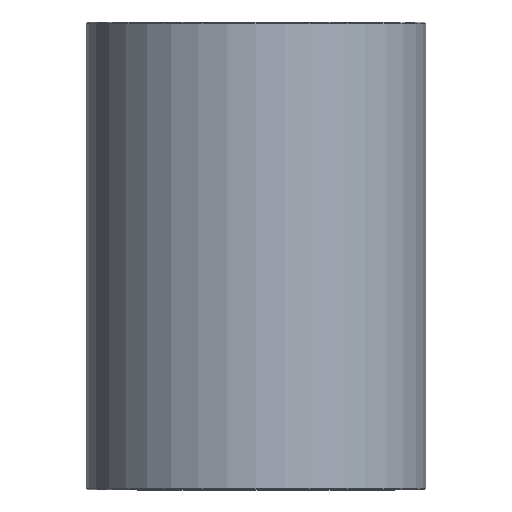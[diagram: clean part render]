
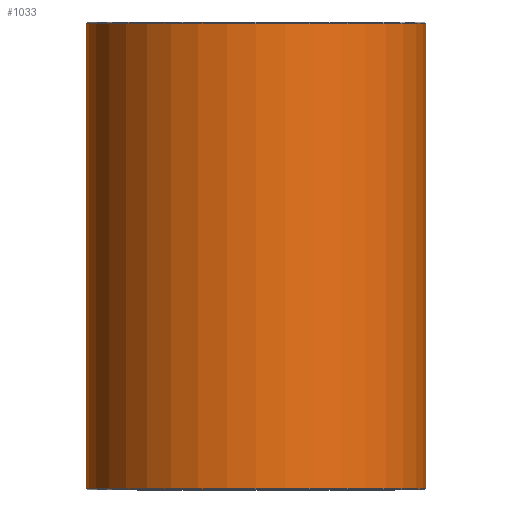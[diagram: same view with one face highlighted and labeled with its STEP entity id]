
A CAD part, front view. The second image highlights one B-rep face of the part: STEP entity #1033.
In plain terms, the highlighted cylindrical face has radius 49 mm (diameter 98 mm), a full revolution.
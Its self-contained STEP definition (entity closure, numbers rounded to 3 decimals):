
#448 = PLANE('',#449);
#449 = AXIS2_PLACEMENT_3D('',#450,#451,#452);
#450 = CARTESIAN_POINT('',(-1.,0.,-7.232));
#451 = DIRECTION('',(-0.741,0.013,0.671)
  );
#452 = DIRECTION('',(-0.671,0.,-0.741
    ));
#480 = PLANE('',#481);
#481 = AXIS2_PLACEMENT_3D('',#482,#483,#484);
#482 = CARTESIAN_POINT('',(1.,0.,-7.232));
#483 = DIRECTION('',(0.,0.02,1.));
#484 = DIRECTION('',(-1.,-0.,0.));
#510 = PLANE('',#511);
#511 = AXIS2_PLACEMENT_3D('',#512,#513,#514);
#512 = CARTESIAN_POINT('',(2.5,0.,-8.889));
#513 = DIRECTION('',(0.741,0.013,0.671));
#514 = DIRECTION('',(-0.671,0.,0.741)
  );
#685 = VERTEX_POINT('',#686);
#686 = CARTESIAN_POINT('',(2.5,48.936,-9.868));
#700 = PLANE('',#701);
#701 = AXIS2_PLACEMENT_3D('',#702,#703,#704);
#702 = CARTESIAN_POINT('',(-2.5,0.,-8.889));
#703 = DIRECTION('',(0.,-0.02,-1.));
#704 = DIRECTION('',(1.,0.,0.));
#712 = EDGE_CURVE('',#685,#713,#715,.T.);
#713 = VERTEX_POINT('',#714);
#714 = CARTESIAN_POINT('',(1.,48.99,-8.211));
#715 = SURFACE_CURVE('',#716,(#721,#728),.PCURVE_S1.);
#716 = ELLIPSE('',#717,73.031,49.);
#717 = AXIS2_PLACEMENT_3D('',#718,#719,#720);
#718 = CARTESIAN_POINT('',(0.,0.,-6.127));
#719 = DIRECTION('',(0.741,0.013,0.671));
#720 = DIRECTION('',(0.671,0.012,-0.742));
#721 = PCURVE('',#510,#722);
#722 = DEFINITIONAL_REPRESENTATION('',(#723),#727);
#723 = ELLIPSE('',#724,73.031,49.);
#724 = AXIS2_PLACEMENT_2D('',#725,#726);
#725 = CARTESIAN_POINT('',(3.726,0.));
#726 = DIRECTION('',(-1.,-0.012));
#727 = ( GEOMETRIC_REPRESENTATION_CONTEXT(2) 
PARAMETRIC_REPRESENTATION_CONTEXT() REPRESENTATION_CONTEXT('2D SPACE',''
  ) );
#728 = PCURVE('',#729,#734);
#729 = CYLINDRICAL_SURFACE('',#730,49.);
#730 = AXIS2_PLACEMENT_3D('',#731,#732,#733);
#731 = CARTESIAN_POINT('',(0.,0.,123.));
#732 = DIRECTION('',(0.,0.,-1.));
#733 = DIRECTION('',(1.,0.,0.));
#734 = DEFINITIONAL_REPRESENTATION('',(#735),#742);
#735 = B_SPLINE_CURVE_WITH_KNOTS('',5,(#736,#737,#738,#739,#740,#741),
  .UNSPECIFIED.,.F.,.F.,(6,6),(1.47,1.553),
  .PIECEWISE_BEZIER_KNOTS.);
#736 = CARTESIAN_POINT('',(4.796,134.601));
#737 = CARTESIAN_POINT('',(4.779,133.699));
#738 = CARTESIAN_POINT('',(4.762,132.795));
#739 = CARTESIAN_POINT('',(4.745,131.89));
#740 = CARTESIAN_POINT('',(4.729,130.984));
#741 = CARTESIAN_POINT('',(4.712,130.077));
#742 = ( GEOMETRIC_REPRESENTATION_CONTEXT(2) 
PARAMETRIC_REPRESENTATION_CONTEXT() REPRESENTATION_CONTEXT('2D SPACE',''
  ) );
#772 = EDGE_CURVE('',#713,#773,#775,.T.);
#773 = VERTEX_POINT('',#774);
#774 = CARTESIAN_POINT('',(-1.,48.99,-8.211));
#775 = SURFACE_CURVE('',#776,(#781,#788),.PCURVE_S1.);
#776 = ELLIPSE('',#777,49.01,49.);
#777 = AXIS2_PLACEMENT_3D('',#778,#779,#780);
#778 = CARTESIAN_POINT('',(0.,0.,-7.232));
#779 = DIRECTION('',(0.,0.02,1.));
#780 = DIRECTION('',(0.,1.,-0.02));
#781 = PCURVE('',#480,#782);
#782 = DEFINITIONAL_REPRESENTATION('',(#783),#787);
#783 = ELLIPSE('',#784,49.01,49.);
#784 = AXIS2_PLACEMENT_2D('',#785,#786);
#785 = CARTESIAN_POINT('',(1.,0.));
#786 = DIRECTION('',(-0.,-1.));
#787 = ( GEOMETRIC_REPRESENTATION_CONTEXT(2) 
PARAMETRIC_REPRESENTATION_CONTEXT() REPRESENTATION_CONTEXT('2D SPACE',''
  ) );
#788 = PCURVE('',#729,#789);
#789 = DEFINITIONAL_REPRESENTATION('',(#790),#797);
#790 = B_SPLINE_CURVE_WITH_KNOTS('',5,(#791,#792,#793,#794,#795,#796),
  .UNSPECIFIED.,.F.,.F.,(6,6),(6.259,6.308),
  .PIECEWISE_BEZIER_KNOTS.);
#791 = CARTESIAN_POINT('',(4.737,131.211));
#792 = CARTESIAN_POINT('',(4.727,131.211));
#793 = CARTESIAN_POINT('',(4.717,131.212));
#794 = CARTESIAN_POINT('',(4.707,131.212));
#795 = CARTESIAN_POINT('',(4.698,131.211));
#796 = CARTESIAN_POINT('',(4.688,131.211));
#797 = ( GEOMETRIC_REPRESENTATION_CONTEXT(2) 
PARAMETRIC_REPRESENTATION_CONTEXT() REPRESENTATION_CONTEXT('2D SPACE',''
  ) );
#825 = EDGE_CURVE('',#773,#826,#828,.T.);
#826 = VERTEX_POINT('',#827);
#827 = CARTESIAN_POINT('',(-2.5,48.936,-9.868));
#828 = SURFACE_CURVE('',#829,(#834,#841),.PCURVE_S1.);
#829 = ELLIPSE('',#830,73.031,49.);
#830 = AXIS2_PLACEMENT_3D('',#831,#832,#833);
#831 = CARTESIAN_POINT('',(0.,0.,-6.127));
#832 = DIRECTION('',(-0.741,0.013,0.671)
  );
#833 = DIRECTION('',(-0.671,0.012,-0.742)
  );
#834 = PCURVE('',#448,#835);
#835 = DEFINITIONAL_REPRESENTATION('',(#836),#840);
#836 = ELLIPSE('',#837,73.031,49.);
#837 = AXIS2_PLACEMENT_2D('',#838,#839);
#838 = CARTESIAN_POINT('',(-1.49,0.));
#839 = DIRECTION('',(1.,-0.012));
#840 = ( GEOMETRIC_REPRESENTATION_CONTEXT(2) 
PARAMETRIC_REPRESENTATION_CONTEXT() REPRESENTATION_CONTEXT('2D SPACE',''
  ) );
#841 = PCURVE('',#729,#842);
#842 = DEFINITIONAL_REPRESENTATION('',(#843),#850);
#843 = B_SPLINE_CURVE_WITH_KNOTS('',5,(#844,#845,#846,#847,#848,#849),
  .UNSPECIFIED.,.F.,.F.,(6,6),(4.73,4.814),
  .PIECEWISE_BEZIER_KNOTS.);
#844 = CARTESIAN_POINT('',(4.713,130.077));
#845 = CARTESIAN_POINT('',(4.696,130.984));
#846 = CARTESIAN_POINT('',(4.679,131.89));
#847 = CARTESIAN_POINT('',(4.663,132.795));
#848 = CARTESIAN_POINT('',(4.646,133.699));
#849 = CARTESIAN_POINT('',(4.629,134.601));
#850 = ( GEOMETRIC_REPRESENTATION_CONTEXT(2) 
PARAMETRIC_REPRESENTATION_CONTEXT() REPRESENTATION_CONTEXT('2D SPACE',''
  ) );
#1033 = ADVANCED_FACE('',(#1034,#1116),#729,.T.);
#1034 = FACE_BOUND('',#1035,.T.);
#1035 = EDGE_LOOP('',(#1036,#1065,#1088,#1115));
#1036 = ORIENTED_EDGE('',*,*,#1037,.T.);
#1037 = EDGE_CURVE('',#1038,#1038,#1040,.T.);
#1038 = VERTEX_POINT('',#1039);
#1039 = CARTESIAN_POINT('',(49.,0.,122.6));
#1040 = SURFACE_CURVE('',#1041,(#1046,#1053),.PCURVE_S1.);
#1041 = CIRCLE('',#1042,49.);
#1042 = AXIS2_PLACEMENT_3D('',#1043,#1044,#1045);
#1043 = CARTESIAN_POINT('',(0.,0.,122.6));
#1044 = DIRECTION('',(0.,0.,-1.));
#1045 = DIRECTION('',(1.,0.,0.));
#1046 = PCURVE('',#729,#1047);
#1047 = DEFINITIONAL_REPRESENTATION('',(#1048),#1052);
#1048 = LINE('',#1049,#1050);
#1049 = CARTESIAN_POINT('',(0.,0.4));
#1050 = VECTOR('',#1051,1.);
#1051 = DIRECTION('',(1.,0.));
#1052 = ( GEOMETRIC_REPRESENTATION_CONTEXT(2) 
PARAMETRIC_REPRESENTATION_CONTEXT() REPRESENTATION_CONTEXT('2D SPACE',''
  ) );
#1053 = PCURVE('',#1054,#1059);
#1054 = CONICAL_SURFACE('',#1055,49.,0.785);
#1055 = AXIS2_PLACEMENT_3D('',#1056,#1057,#1058);
#1056 = CARTESIAN_POINT('',(0.,0.,122.6));
#1057 = DIRECTION('',(0.,0.,-1.));
#1058 = DIRECTION('',(1.,0.,0.));
#1059 = DEFINITIONAL_REPRESENTATION('',(#1060),#1064);
#1060 = LINE('',#1061,#1062);
#1061 = CARTESIAN_POINT('',(0.,0.));
#1062 = VECTOR('',#1063,1.);
#1063 = DIRECTION('',(1.,0.));
#1064 = ( GEOMETRIC_REPRESENTATION_CONTEXT(2) 
PARAMETRIC_REPRESENTATION_CONTEXT() REPRESENTATION_CONTEXT('2D SPACE',''
  ) );
#1065 = ORIENTED_EDGE('',*,*,#1066,.T.);
#1066 = EDGE_CURVE('',#1038,#1067,#1069,.T.);
#1067 = VERTEX_POINT('',#1068);
#1068 = CARTESIAN_POINT('',(49.,0.,-11.6));
#1069 = SEAM_CURVE('',#1070,(#1074,#1081),.PCURVE_S1.);
#1070 = LINE('',#1071,#1072);
#1071 = CARTESIAN_POINT('',(49.,0.,123.));
#1072 = VECTOR('',#1073,1.);
#1073 = DIRECTION('',(0.,0.,-1.));
#1074 = PCURVE('',#729,#1075);
#1075 = DEFINITIONAL_REPRESENTATION('',(#1076),#1080);
#1076 = LINE('',#1077,#1078);
#1077 = CARTESIAN_POINT('',(0.,0.));
#1078 = VECTOR('',#1079,1.);
#1079 = DIRECTION('',(0.,1.));
#1080 = ( GEOMETRIC_REPRESENTATION_CONTEXT(2) 
PARAMETRIC_REPRESENTATION_CONTEXT() REPRESENTATION_CONTEXT('2D SPACE',''
  ) );
#1081 = PCURVE('',#729,#1082);
#1082 = DEFINITIONAL_REPRESENTATION('',(#1083),#1087);
#1083 = LINE('',#1084,#1085);
#1084 = CARTESIAN_POINT('',(6.283,0.));
#1085 = VECTOR('',#1086,1.);
#1086 = DIRECTION('',(0.,1.));
#1087 = ( GEOMETRIC_REPRESENTATION_CONTEXT(2) 
PARAMETRIC_REPRESENTATION_CONTEXT() REPRESENTATION_CONTEXT('2D SPACE',''
  ) );
#1088 = ORIENTED_EDGE('',*,*,#1089,.F.);
#1089 = EDGE_CURVE('',#1067,#1067,#1090,.T.);
#1090 = SURFACE_CURVE('',#1091,(#1096,#1103),.PCURVE_S1.);
#1091 = CIRCLE('',#1092,49.);
#1092 = AXIS2_PLACEMENT_3D('',#1093,#1094,#1095);
#1093 = CARTESIAN_POINT('',(0.,0.,-11.6));
#1094 = DIRECTION('',(0.,0.,-1.));
#1095 = DIRECTION('',(1.,0.,0.));
#1096 = PCURVE('',#729,#1097);
#1097 = DEFINITIONAL_REPRESENTATION('',(#1098),#1102);
#1098 = LINE('',#1099,#1100);
#1099 = CARTESIAN_POINT('',(0.,134.6));
#1100 = VECTOR('',#1101,1.);
#1101 = DIRECTION('',(1.,0.));
#1102 = ( GEOMETRIC_REPRESENTATION_CONTEXT(2) 
PARAMETRIC_REPRESENTATION_CONTEXT() REPRESENTATION_CONTEXT('2D SPACE',''
  ) );
#1103 = PCURVE('',#1104,#1109);
#1104 = CONICAL_SURFACE('',#1105,49.,0.785);
#1105 = AXIS2_PLACEMENT_3D('',#1106,#1107,#1108);
#1106 = CARTESIAN_POINT('',(0.,0.,-11.6));
#1107 = DIRECTION('',(0.,0.,1.));
#1108 = DIRECTION('',(1.,0.,0.));
#1109 = DEFINITIONAL_REPRESENTATION('',(#1110),#1114);
#1110 = LINE('',#1111,#1112);
#1111 = CARTESIAN_POINT('',(-0.,-0.));
#1112 = VECTOR('',#1113,1.);
#1113 = DIRECTION('',(-1.,-0.));
#1114 = ( GEOMETRIC_REPRESENTATION_CONTEXT(2) 
PARAMETRIC_REPRESENTATION_CONTEXT() REPRESENTATION_CONTEXT('2D SPACE',''
  ) );
#1115 = ORIENTED_EDGE('',*,*,#1066,.F.);
#1116 = FACE_BOUND('',#1117,.T.);
#1117 = EDGE_LOOP('',(#1118,#1119,#1144,#1145));
#1118 = ORIENTED_EDGE('',*,*,#825,.T.);
#1119 = ORIENTED_EDGE('',*,*,#1120,.T.);
#1120 = EDGE_CURVE('',#826,#685,#1121,.T.);
#1121 = SURFACE_CURVE('',#1122,(#1127,#1137),.PCURVE_S1.);
#1122 = ELLIPSE('',#1123,49.01,49.);
#1123 = AXIS2_PLACEMENT_3D('',#1124,#1125,#1126);
#1124 = CARTESIAN_POINT('',(0.,0.,-8.889));
#1125 = DIRECTION('',(0.,-0.02,-1.));
#1126 = DIRECTION('',(0.,1.,-0.02));
#1127 = PCURVE('',#729,#1128);
#1128 = DEFINITIONAL_REPRESENTATION('',(#1129),#1136);
#1129 = B_SPLINE_CURVE_WITH_KNOTS('',5,(#1130,#1131,#1132,#1133,#1134,
    #1135),.UNSPECIFIED.,.F.,.F.,(6,6),(6.222,6.344),
  .PIECEWISE_BEZIER_KNOTS.);
#1130 = CARTESIAN_POINT('',(4.651,132.867));
#1131 = CARTESIAN_POINT('',(4.676,132.869));
#1132 = CARTESIAN_POINT('',(4.7,132.869));
#1133 = CARTESIAN_POINT('',(4.725,132.869));
#1134 = CARTESIAN_POINT('',(4.749,132.869));
#1135 = CARTESIAN_POINT('',(4.774,132.867));
#1136 = ( GEOMETRIC_REPRESENTATION_CONTEXT(2) 
PARAMETRIC_REPRESENTATION_CONTEXT() REPRESENTATION_CONTEXT('2D SPACE',''
  ) );
#1137 = PCURVE('',#700,#1138);
#1138 = DEFINITIONAL_REPRESENTATION('',(#1139),#1143);
#1139 = ELLIPSE('',#1140,49.01,49.);
#1140 = AXIS2_PLACEMENT_2D('',#1141,#1142);
#1141 = CARTESIAN_POINT('',(2.5,0.));
#1142 = DIRECTION('',(0.,-1.));
#1143 = ( GEOMETRIC_REPRESENTATION_CONTEXT(2) 
PARAMETRIC_REPRESENTATION_CONTEXT() REPRESENTATION_CONTEXT('2D SPACE',''
  ) );
#1144 = ORIENTED_EDGE('',*,*,#712,.T.);
#1145 = ORIENTED_EDGE('',*,*,#772,.T.);
